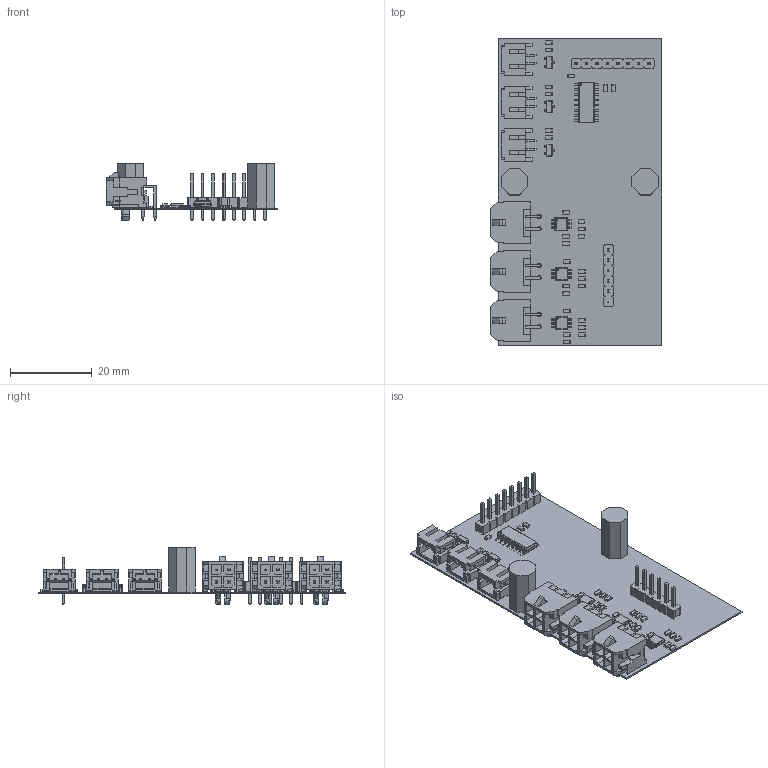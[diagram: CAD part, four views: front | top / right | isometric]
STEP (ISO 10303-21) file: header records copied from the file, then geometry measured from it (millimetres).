
FILE_DESCRIPTION(('Open CASCADE Model'),'2;1');
FILE_NAME('Open CASCADE Shape Model','2020-01-13T22:50:57',('Author'),( 'Open CASCADE'),'Open CASCADE STEP processor 6.8','Open CASCADE 6.8' ,'Unknown');
FILE_SCHEMA(('AUTOMOTIVE_DESIGN { 1 0 10303 214 1 1 1 1 }'));
Length unit declared in the file: millimetre
Products named in the file (93): PCB; Board; Open CASCADE STEP translator 6.8 13.1.1; MH2; 7093022416; Extruded; C5; 7892274928; Mid_Body; Terminal; Open_CASCADE_STEP_translator_6.8_23.2.1; Mark; MH1; U4; 6461944864; Open_CASCADE_STEP_translator_6.8_10.1; Body; Open_CASCADE_STEP_translator_6.8_10.2.1; Leader; U3; U2; U1; 6462251120; Open_CASCADE_STEP_translator_6.8_13.1; Open_CASCADE_STEP_translator_6.8_13.2.1; R16; 6713022224; R15; R14; 7892272208; R13; R12; R11; R10; R9; R8; R7; 6954716592; R6; R5 ...
Assembly tree (164 placements, depth 5):
  PCB
    Board
      Open CASCADE STEP translator 6.8 13.1.1
    MH2
      7093022416
        Extruded
    C5
      7892274928
        Mid_Body
        Terminal  x2
          Open_CASCADE_STEP_translator_6.8_23.2.1
        Mark
    MH1
      7093022416
        Extruded
    U4
      6461944864
        Open_CASCADE_STEP_translator_6.8_10.1
        Body
          Open_CASCADE_STEP_translator_6.8_10.2.1
        Leader  x8
    U3
      6461944864
        Open_CASCADE_STEP_translator_6.8_10.1
        Body
          Open_CASCADE_STEP_translator_6.8_10.2.1
        Leader  x8
    U2
      6461944864
        Open_CASCADE_STEP_translator_6.8_10.1
        Body
          Open_CASCADE_STEP_translator_6.8_10.2.1
        Leader  x8
    U1
      6462251120
        Open_CASCADE_STEP_translator_6.8_13.1
        Body
          Open_CASCADE_STEP_translator_6.8_13.2.1
        Leader  x16
    R16
      6713022224
        Mid_Body
        Terminal  x2
          Open_CASCADE_STEP_translator_6.8_23.2.1
        Mark
    R15
      6713022224
        Mid_Body
        Terminal  x2
          Open_CASCADE_STEP_translator_6.8_23.2.1
        Mark
    R14
      7892272208
        Mid_Body
        Terminal  x2
          Open_CASCADE_STEP_translator_6.8_23.2.1
        Mark
    R13
      7892272208
        Mid_Body
Bounding box: 41.92 x 75 x 14.12 mm (x, y, z)
Volume: 4175.6 mm3; surface area: 12533.1 mm2
Topology: 201 solids, 205 shells, 4140 faces, 9679 edges, 5942 vertices
Faces by surface type: plane 3524, cylinder 484, sphere 64, bspline 56, cone 6, torus 6
Full cylindrical faces by diameter (mm): 0.388 x3, 0.5 x1, 1.02 x12, 1.1 x14, 2.997 x2, 3 x3
Entity records: 37104 total; most frequent: CARTESIAN_POINT 7976, ORIENTED_EDGE 5270, DIRECTION 5164, EDGE_CURVE 2636, LINE 2316, VECTOR 2316, VERTEX_POINT 1646, AXIS2_PLACEMENT_3D 1424
